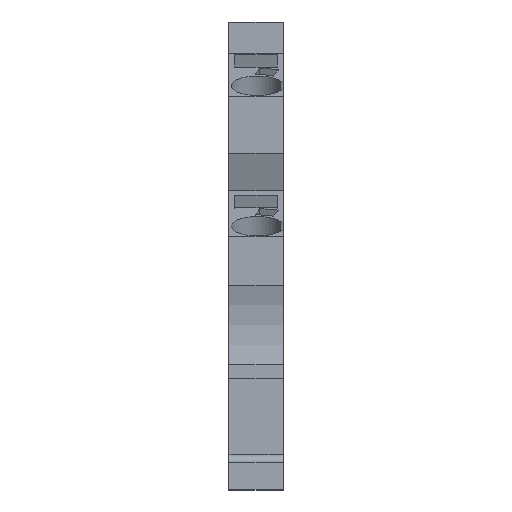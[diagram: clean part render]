
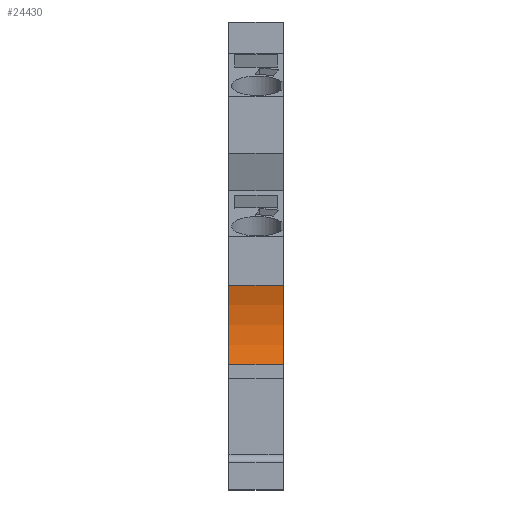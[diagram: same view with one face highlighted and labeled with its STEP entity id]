
A CAD part, front view. The second image highlights one B-rep face of the part: STEP entity #24430.
In plain terms, the highlighted cylindrical face has radius 15 mm (diameter 30 mm), a partial arc.
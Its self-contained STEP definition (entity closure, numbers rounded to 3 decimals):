
#100=CARTESIAN_POINT('',(0.,0.,
14.2));
#110=VERTEX_POINT('',#100);
#5460=CARTESIAN_POINT('',(0.,0.,
23.2));
#5470=VERTEX_POINT('',#5460);
#5500=CARTESIAN_POINT('',(0.,-14.309,
18.7));
#5510=DIRECTION('',(1.,0.,0.));
#5520=DIRECTION('',(0.,1.,0.));
#5530=AXIS2_PLACEMENT_3D('',#5500,#5510,#5520);
#5540=CIRCLE('',#5530,15.);
#5550=EDGE_CURVE('',#110,#5470,#5540,.T.);
#8070=CARTESIAN_POINT('',(6.15,0.,14.2));
#8080=VERTEX_POINT('',#8070);
#8110=CARTESIAN_POINT('',(6.15,-14.309,18.7));
#8120=DIRECTION('',(1.,0.,0.));
#8130=DIRECTION('',(0.,1.,0.));
#8140=AXIS2_PLACEMENT_3D('',#8110,#8120,#8130);
#8150=CIRCLE('',#8140,15.);
#8160=CARTESIAN_POINT('',(6.15,0.,23.2));
#8170=VERTEX_POINT('',#8160);
#8180=EDGE_CURVE('',#8080,#8170,#8150,.T.);
#21280=CARTESIAN_POINT('',(6.15,0.,14.2));
#21290=DIRECTION('',(1.,0.,0.));
#21300=VECTOR('',#21290,1.);
#21310=LINE('',#21280,#21300);
#21320=EDGE_CURVE('',#110,#8080,#21310,.T.);
#24160=CARTESIAN_POINT('',(6.15,0.,23.2));
#24170=DIRECTION('',(1.,0.,0.));
#24180=VECTOR('',#24170,1.);
#24190=LINE('',#24160,#24180);
#24200=EDGE_CURVE('',#5470,#8170,#24190,.T.);
#24320=CARTESIAN_POINT('',(0.,-14.309,
18.7));
#24330=DIRECTION('',(1.,0.,0.));
#24340=DIRECTION('',(0.,1.,0.));
#24350=AXIS2_PLACEMENT_3D('',#24320,#24330,#24340);
#24360=CYLINDRICAL_SURFACE('',#24350,15.);
#24370=ORIENTED_EDGE('',*,*,#5550,.F.);
#24380=ORIENTED_EDGE('',*,*,#24200,.F.);
#24390=ORIENTED_EDGE('',*,*,#8180,.T.);
#24400=ORIENTED_EDGE('',*,*,#21320,.T.);
#24410=EDGE_LOOP('',(#24400,#24390,#24380,#24370));
#24420=FACE_OUTER_BOUND('',#24410,.T.);
#24430=ADVANCED_FACE('',(#24420),#24360,.F.);
